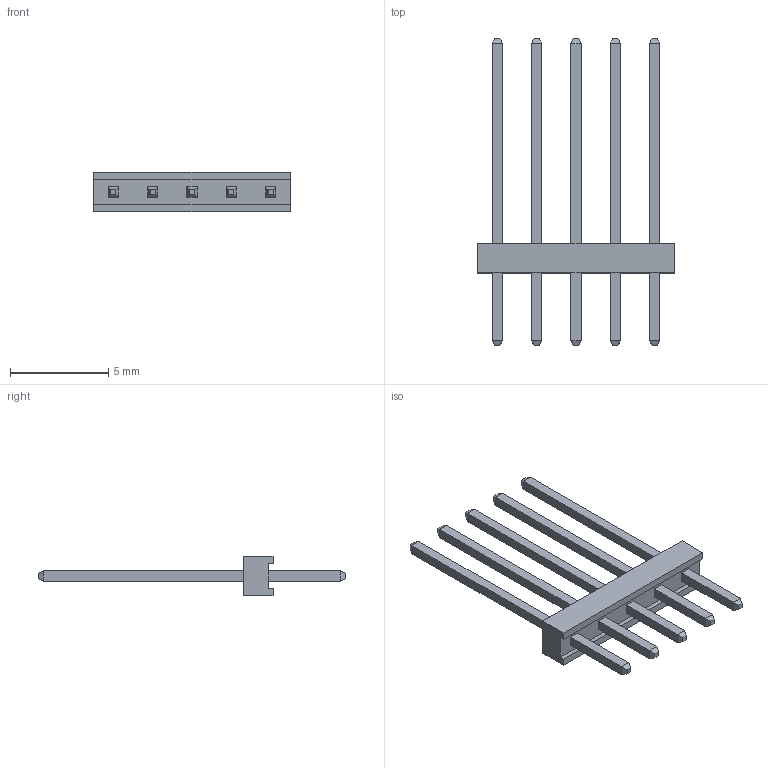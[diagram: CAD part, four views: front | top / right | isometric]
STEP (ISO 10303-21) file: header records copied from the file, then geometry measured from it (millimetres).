
FILE_DESCRIPTION( ( 'STEP AP203' ), '1' );
FILE_NAME( 'MTMM-105-12-G-S-410.stp', '2020-05-24T02:47:55', ( 'License CC BY-ND 4.0' ), ( 'CADENAS' ), ' ', 'PARTsolutions', ' ' );
FILE_SCHEMA( ( 'CONFIG_CONTROL_DESIGN' ) );
Length unit declared in the file: inch
Products named in the file (3): MTMM-105-12-G-S-410; _MTMM-105-12-G-S-410_pins; _MTMM-105-12-G-S-410_body
Assembly tree (2 placements, depth 2):
  MTMM-105-12-G-S-410
    _MTMM-105-12-G-S-410_pins
    _MTMM-105-12-G-S-410_body
Bounding box: 10 x 15.6 x 2 mm (x, y, z)
Volume: 46.6 mm3; surface area: 264.1 mm2
Topology: 2 solids, 2 shells, 124 faces, 296 edges, 184 vertices
Faces by surface type: plane 124
Entity records: 3588 total; most frequent: CARTESIAN_POINT 607, ORIENTED_EDGE 592, DIRECTION 550, EDGE_CURVE 296, LINE 296, VECTOR 296, VERTEX_POINT 184, EDGE_LOOP 142
